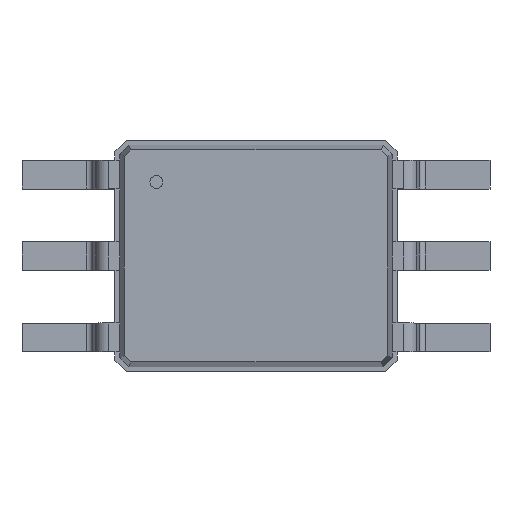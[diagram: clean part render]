
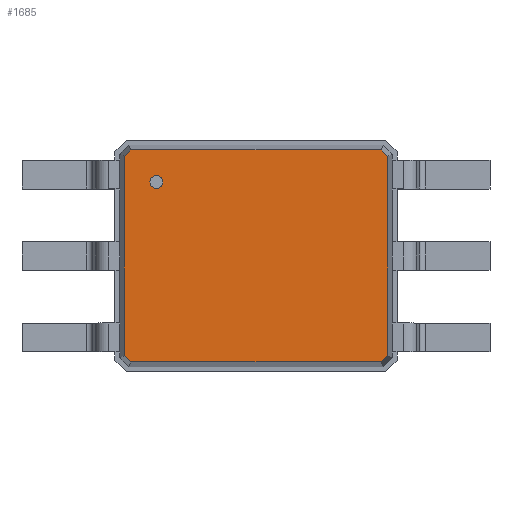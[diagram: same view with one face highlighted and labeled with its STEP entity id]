
A CAD part, top view. The second image highlights one B-rep face of the part: STEP entity #1685.
In plain terms, the highlighted planar face has unit normal (0, 0, 1).
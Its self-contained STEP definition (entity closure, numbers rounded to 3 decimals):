
#27=VECTOR('',#28,1.);
#28=DIRECTION('',(1.,0.,0.));
#51=VECTOR('',#52,1.);
#52=DIRECTION('',(0.707,-0.707,0.));
#58=VECTOR('',#59,1.);
#59=DIRECTION('',(0.,-1.,0.));
#65=VECTOR('',#66,1.);
#66=DIRECTION('',(-0.707,-0.707,0.));
#72=VECTOR('',#73,1.);
#73=DIRECTION('',(-1.,0.,0.));
#79=VECTOR('',#80,1.);
#80=DIRECTION('',(-0.707,0.707,0.));
#86=VECTOR('',#87,1.);
#87=DIRECTION('',(0.,1.,0.));
#91=VECTOR('',#92,1.);
#92=DIRECTION('',(0.707,0.707,0.));
#95=DIRECTION('',(0.,0.,-1.));
#691=VERTEX_POINT('',#692);
#692=CARTESIAN_POINT('',(-2.054,1.552,1.1));
#695=EDGE_CURVE('',#696,#691,#698,.T.);
#696=VERTEX_POINT('',#697);
#697=CARTESIAN_POINT('',(-2.054,-1.552,1.1));
#698=LINE('',#697,#86);
#709=VERTEX_POINT('',#710);
#710=CARTESIAN_POINT('',(-1.952,1.654,1.1));
#713=EDGE_CURVE('',#691,#709,#714,.T.);
#714=LINE('',#692,#91);
#723=VERTEX_POINT('',#724);
#724=CARTESIAN_POINT('',(1.952,1.654,1.1));
#727=EDGE_CURVE('',#709,#723,#728,.T.);
#728=LINE('',#710,#27);
#737=VERTEX_POINT('',#738);
#738=CARTESIAN_POINT('',(2.054,1.552,1.1));
#741=EDGE_CURVE('',#723,#737,#742,.T.);
#742=LINE('',#724,#51);
#775=VERTEX_POINT('',#776);
#776=CARTESIAN_POINT('',(2.054,-1.552,1.1));
#779=EDGE_CURVE('',#737,#775,#780,.T.);
#780=LINE('',#738,#58);
#1685=ADVANCED_FACE('',(#1686,#1706),#1716,.F.);
#1686=FACE_BOUND('',#1687,.F.);
#1687=EDGE_LOOP('',(#1688,#1689,#1690,#1691,#1696,#1701,#1704,#1705));
#1688=ORIENTED_EDGE('',*,*,#727,.T.);
#1689=ORIENTED_EDGE('',*,*,#741,.T.);
#1690=ORIENTED_EDGE('',*,*,#779,.T.);
#1691=ORIENTED_EDGE('',*,*,#1692,.T.);
#1692=EDGE_CURVE('',#775,#1693,#1695,.T.);
#1693=VERTEX_POINT('',#1694);
#1694=CARTESIAN_POINT('',(1.952,-1.654,1.1));
#1695=LINE('',#776,#65);
#1696=ORIENTED_EDGE('',*,*,#1697,.T.);
#1697=EDGE_CURVE('',#1693,#1698,#1700,.T.);
#1698=VERTEX_POINT('',#1699);
#1699=CARTESIAN_POINT('',(-1.952,-1.654,1.1));
#1700=LINE('',#1694,#72);
#1701=ORIENTED_EDGE('',*,*,#1702,.T.);
#1702=EDGE_CURVE('',#1698,#696,#1703,.T.);
#1703=LINE('',#1699,#79);
#1704=ORIENTED_EDGE('',*,*,#695,.T.);
#1705=ORIENTED_EDGE('',*,*,#713,.T.);
#1706=FACE_BOUND('',#1707,.F.);
#1707=EDGE_LOOP('',(#1708));
#1708=ORIENTED_EDGE('',*,*,#1709,.F.);
#1709=EDGE_CURVE('',#1710,#1710,#1712,.T.);
#1710=VERTEX_POINT('',#1711);
#1711=CARTESIAN_POINT('',(-1.554,1.054,1.1));
#1712=CIRCLE('',#1713,0.1);
#1713=AXIS2_PLACEMENT_3D('',#1714,#1715,#59);
#1714=CARTESIAN_POINT('',(-1.554,1.154,1.1));
#1715=DIRECTION('',(0.,-0.,-1.));
#1716=PLANE('',#1717);
#1717=AXIS2_PLACEMENT_3D('',#710,#95,#1718);
#1718=DIRECTION('',(0.781,-0.625,0.));
